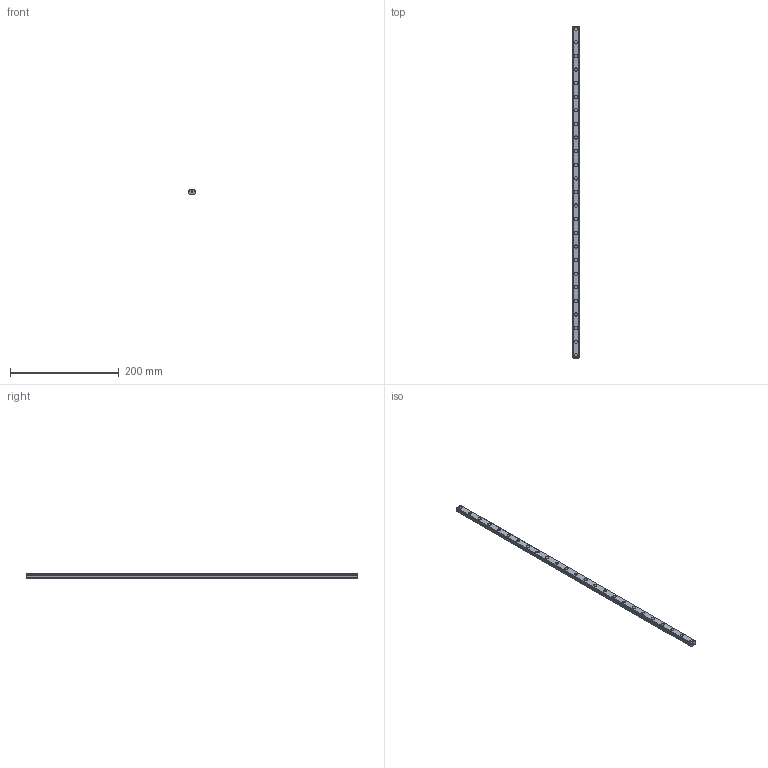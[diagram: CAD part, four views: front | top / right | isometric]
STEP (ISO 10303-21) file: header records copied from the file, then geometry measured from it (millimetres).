
FILE_DESCRIPTION(('STEP AP214'),'1');
FILE_NAME('cctmp_6A7AB9CA-447C-4FE2-8CF0-1A93E5C6940A_2021_02_18_15_42_14_0601..stp','2021-02-18T14:42:14',('HIWIN GmbH'),('CADClick - www.CADClick.com'),'Spatial InterOp 3D',' ','unknown authorization');
FILE_SCHEMA(('AUTOMOTIVE_DESIGN'));
Length unit declared in the file: millimetre
Products named in the file (1): MGNR12R610CM_FILE
Bounding box: 12 x 610 x 8 mm (x, y, z)
Volume: 52156.4 mm3; surface area: 30539.2 mm2
Topology: 1 solids, 1 shells, 320 faces, 717 edges, 478 vertices
Faces by surface type: cylinder 166, plane 154
Entity records: 11617 total; most frequent: DIRECTION 1691, CARTESIAN_POINT 1516, ORIENTED_EDGE 1434, EDGE_CURVE 717, AXIS2_PLACEMENT_3D 653, VERTEX_POINT 478, EDGE_LOOP 399, LINE 385
